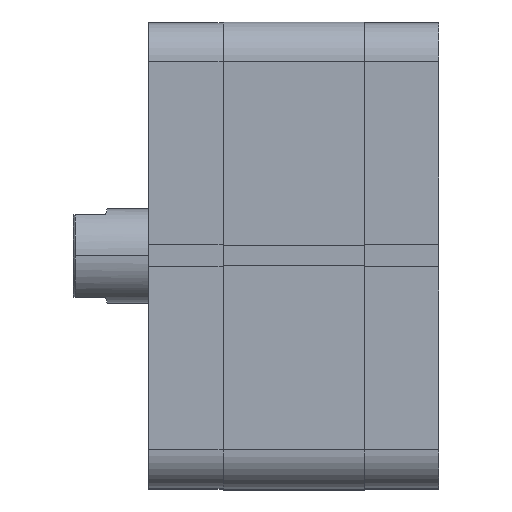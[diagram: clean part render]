
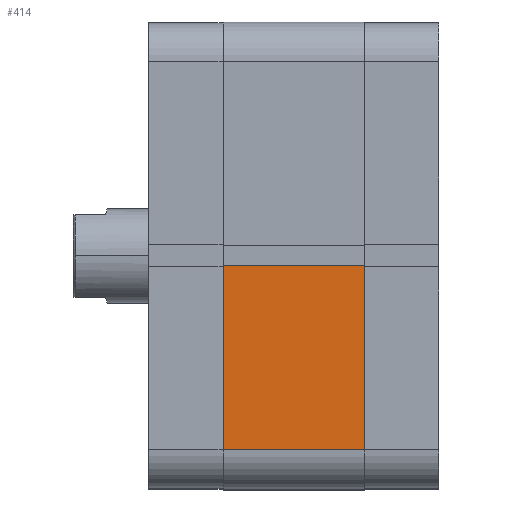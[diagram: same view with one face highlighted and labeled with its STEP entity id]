
A CAD part, top view. The second image highlights one B-rep face of the part: STEP entity #414.
In plain terms, the highlighted face is planar.
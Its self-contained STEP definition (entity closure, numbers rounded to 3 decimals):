
#32 = ORIENTED_EDGE ( 'NONE', *, *, #897, .T. ) ;
#36 = ORIENTED_EDGE ( 'NONE', *, *, #901, .T. ) ;
#110 = ORIENTED_EDGE ( 'NONE', *, *, #904, .F. ) ;
#114 = ORIENTED_EDGE ( 'NONE', *, *, #905, .F. ) ;
#414 = ADVANCED_FACE ( 'NONE', ( #5953 ), #4900, .T. ) ;
#897 = EDGE_CURVE ( 'NONE', #5248, #5252, #6110, .T. ) ;
#901 = EDGE_CURVE ( 'NONE', #5252, #5247, #6117, .T. ) ;
#904 = EDGE_CURVE ( 'NONE', #5248, #5251, #6113, .T. ) ;
#905 = EDGE_CURVE ( 'NONE', #5251, #5247, #6125, .T. ) ;
#1346 = AXIS2_PLACEMENT_3D ( 'NONE', #4901, #4898, #4897 ) ;
#4732 = CARTESIAN_POINT ( 'NONE',  ( 2.6, 62., 0. ) ) ;
#4733 = CARTESIAN_POINT ( 'NONE',  ( 51.5, 62., -37.5 ) ) ;
#4736 = CARTESIAN_POINT ( 'NONE',  ( 51.5, 62., 0. ) ) ;
#4737 = CARTESIAN_POINT ( 'NONE',  ( 2.6, 62., -37.5 ) ) ;
#4897 = DIRECTION ( 'NONE',  ( 0., 0., 1. ) ) ;
#4898 = DIRECTION ( 'NONE',  ( 0., 1., 0. ) ) ;
#4900 = PLANE ( 'NONE',  #1346 ) ;
#4901 = CARTESIAN_POINT ( 'NONE',  ( 2.6, 62., -37.5 ) ) ;
#5247 = VERTEX_POINT ( 'NONE', #4732 ) ;
#5248 = VERTEX_POINT ( 'NONE', #4733 ) ;
#5251 = VERTEX_POINT ( 'NONE', #4736 ) ;
#5252 = VERTEX_POINT ( 'NONE', #4737 ) ;
#5779 = EDGE_LOOP ( 'NONE', ( #114, #110, #32, #36 ) ) ;
#5953 = FACE_OUTER_BOUND ( 'NONE', #5779, .T. ) ;
#6107 = VECTOR ( 'NONE', #6580, 1000. ) ;
#6110 = LINE ( 'NONE', #6575, #6111 ) ;
#6111 = VECTOR ( 'NONE', #6572, 1000. ) ;
#6113 = LINE ( 'NONE', #6582, #6123 ) ;
#6117 = LINE ( 'NONE', #6577, #6107 ) ;
#6123 = VECTOR ( 'NONE', #6568, 1000. ) ;
#6125 = LINE ( 'NONE', #6567, #6126 ) ;
#6126 = VECTOR ( 'NONE', #6566, 1000. ) ;
#6566 = DIRECTION ( 'NONE',  ( -1., 0., 0. ) ) ;
#6567 = CARTESIAN_POINT ( 'NONE',  ( 2.6, 62., 0. ) ) ;
#6568 = DIRECTION ( 'NONE',  ( 0., 0., 1. ) ) ;
#6572 = DIRECTION ( 'NONE',  ( -1., 0., 0. ) ) ;
#6575 = CARTESIAN_POINT ( 'NONE',  ( 2.6, 62., -37.5 ) ) ;
#6577 = CARTESIAN_POINT ( 'NONE',  ( 2.6, 62., -37.5 ) ) ;
#6580 = DIRECTION ( 'NONE',  ( 0., 0., 1. ) ) ;
#6582 = CARTESIAN_POINT ( 'NONE',  ( 51.5, 62., -37.5 ) ) ;
